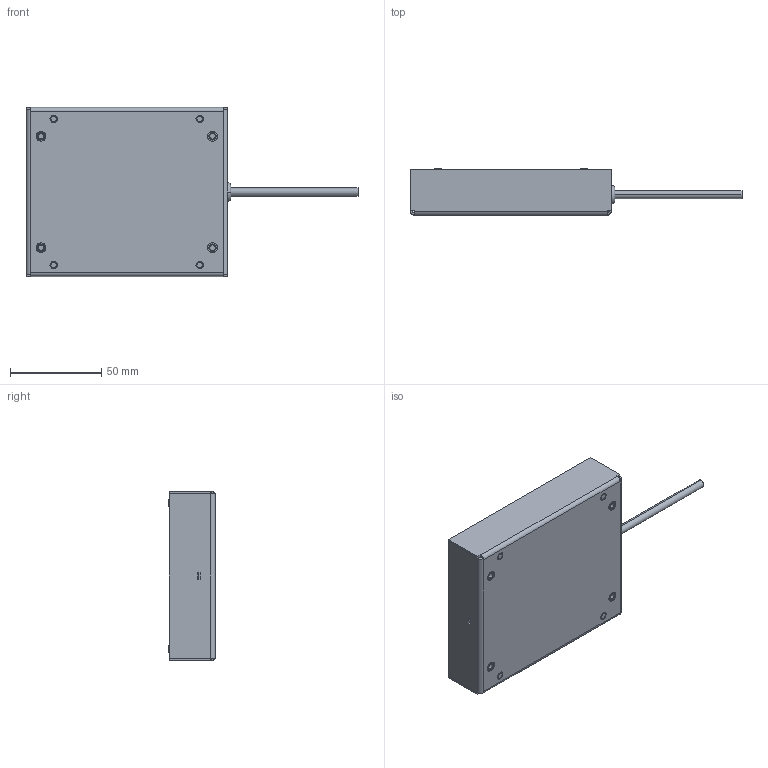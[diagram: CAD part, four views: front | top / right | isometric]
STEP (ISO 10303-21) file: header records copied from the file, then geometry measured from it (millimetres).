
FILE_DESCRIPTION((''),'2;1');
FILE_NAME('192816_ASM','2016-03-17T',('PDMAdmin'),(''),'PRO/ENGINEER BY PARAMETRIC TECHNOLOGY CORPORATION, 2013230','PRO/ENGINEER BY PARAMETRIC TECHNOLOGY CORPORATION, 2013230','');
FILE_SCHEMA(('CONFIG_CONTROL_DESIGN'));
Length unit declared in the file: inch
Products named in the file (12): 121497; PEM_STUD_4-40-8; PEM_STUD_B-M4-1; 121497_ASM; 61384; 116946; 56880; 61382; 61401; 51852; LEDIA80X80M-72280_ASM; 192816_ASM
Assembly tree (26 placements, depth 4):
  192816_ASM
    LEDIA80X80M-72280_ASM
      121497_ASM
        121497
        PEM_STUD_4-40-8  x4
        PEM_STUD_B-M4-1  x4
      61384
      116946
      56880  x4
      61382  x4
      61401
      51852  x4
Bounding box: 181.89 x 25.27 x 92.61 mm (x, y, z)
Volume: 41715.7 mm3; surface area: 65918.1 mm2
Topology: 24 solids, 28 shells, 602 faces, 1464 edges, 944 vertices
Faces by surface type: cylinder 284, plane 210, bspline 56, cone 40, torus 12
Entity records: 10883 total; most frequent: CARTESIAN_POINT 4985, DIRECTION 1209, ORIENTED_EDGE 1124, EDGE_CURVE 564, AXIS2_PLACEMENT_3D 457, VERTEX_POINT 359, VECTOR 295, LINE 295
